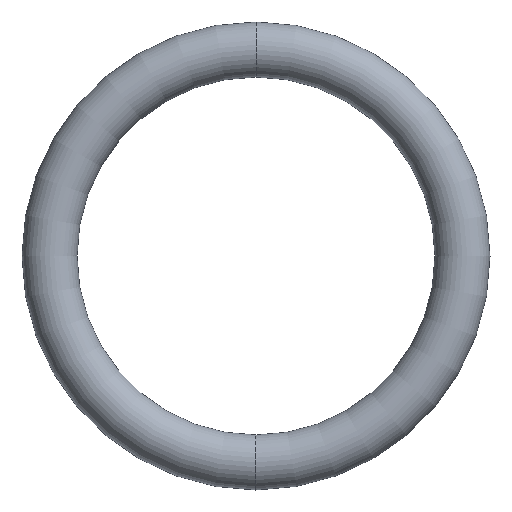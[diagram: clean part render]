
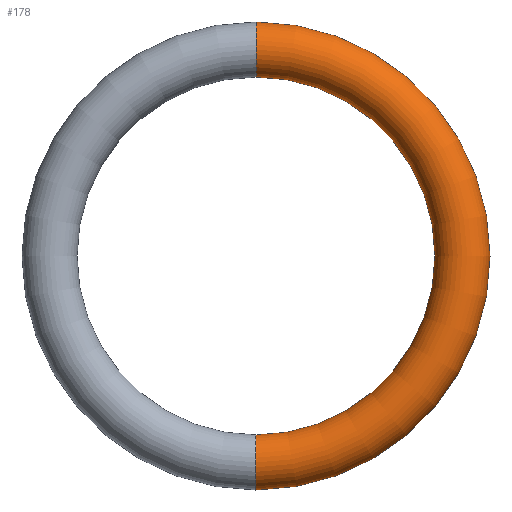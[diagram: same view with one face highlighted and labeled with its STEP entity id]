
A CAD part, left-side view. The second image highlights one B-rep face of the part: STEP entity #178.
In plain terms, the highlighted toroidal (fillet/blend) face has major radius 5.715 mm and minor radius 0.762 mm.
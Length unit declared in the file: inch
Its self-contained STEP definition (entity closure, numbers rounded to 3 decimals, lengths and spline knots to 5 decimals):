
#19 = DIRECTION ( 'NONE',  ( 0., 0., 1. ) ) ;
#20 = DIRECTION ( 'NONE',  ( -1., 0., 0. ) ) ;
#21 = CARTESIAN_POINT ( 'NONE',  ( 0.1, 0., 0. ) ) ;
#22 = AXIS2_PLACEMENT_3D ( 'NONE', #21, #20, #19 ) ;
#23 = CIRCLE ( 'NONE', #22, 0.255 ) ;
#29 = CARTESIAN_POINT ( 'NONE',  ( 0.1, 0., -0.195 ) ) ;
#43 = TOROIDAL_SURFACE ( 'NONE', #91, 0.225, 0.03 ) ;
#45 = DIRECTION ( 'NONE',  ( 0., 0., 1. ) ) ;
#51 = AXIS2_PLACEMENT_3D ( 'NONE', #121, #83, #90 ) ;
#66 = FACE_OUTER_BOUND ( 'NONE', #179, .T. ) ;
#82 = DIRECTION ( 'NONE',  ( -1., 0., 0. ) ) ;
#83 = DIRECTION ( 'NONE',  ( 0., 1., 0. ) ) ;
#89 = CARTESIAN_POINT ( 'NONE',  ( 0.1, 0., -0.255 ) ) ;
#90 = DIRECTION ( 'NONE',  ( 0., 0., 1. ) ) ;
#91 = AXIS2_PLACEMENT_3D ( 'NONE', #122, #82, #45 ) ;
#93 = CIRCLE ( 'NONE', #51, 0.03 ) ;
#121 = CARTESIAN_POINT ( 'NONE',  ( 0.1, 0., -0.225 ) ) ;
#122 = CARTESIAN_POINT ( 'NONE',  ( 0.1, 0., 0. ) ) ;
#145 = VERTEX_POINT ( 'NONE', #196 ) ;
#146 = ORIENTED_EDGE ( 'NONE', *, *, #147, .T. ) ;
#147 = EDGE_CURVE ( 'NONE', #145, #148, #195, .T. ) ;
#148 = VERTEX_POINT ( 'NONE', #190 ) ;
#149 = ORIENTED_EDGE ( 'NONE', *, *, #150, .F. ) ;
#150 = EDGE_CURVE ( 'NONE', #173, #148, #189, .T. ) ;
#173 = VERTEX_POINT ( 'NONE', #29 ) ;
#174 = ORIENTED_EDGE ( 'NONE', *, *, #175, .T. ) ;
#175 = EDGE_CURVE ( 'NONE', #182, #145, #23, .T. ) ;
#178 = ADVANCED_FACE ( 'NONE', ( #66 ), #43, .T. ) ;
#179 = EDGE_LOOP ( 'NONE', ( #180, #174, #146, #149 ) ) ;
#180 = ORIENTED_EDGE ( 'NONE', *, *, #181, .F. ) ;
#181 = EDGE_CURVE ( 'NONE', #182, #173, #93, .T. ) ;
#182 = VERTEX_POINT ( 'NONE', #89 ) ;
#185 = DIRECTION ( 'NONE',  ( 0., 0., 1. ) ) ;
#186 = DIRECTION ( 'NONE',  ( -1., 0., 0. ) ) ;
#187 = CARTESIAN_POINT ( 'NONE',  ( 0.1, 0., 0. ) ) ;
#188 = AXIS2_PLACEMENT_3D ( 'NONE', #187, #186, #185 ) ;
#189 = CIRCLE ( 'NONE', #188, 0.195 ) ;
#190 = CARTESIAN_POINT ( 'NONE',  ( 0.1, 0., 0.195 ) ) ;
#191 = DIRECTION ( 'NONE',  ( 0., 0., -1. ) ) ;
#192 = DIRECTION ( 'NONE',  ( 0., -1., 0. ) ) ;
#193 = CARTESIAN_POINT ( 'NONE',  ( 0.1, 0., 0.225 ) ) ;
#194 = AXIS2_PLACEMENT_3D ( 'NONE', #193, #192, #191 ) ;
#195 = CIRCLE ( 'NONE', #194, 0.03 ) ;
#196 = CARTESIAN_POINT ( 'NONE',  ( 0.1, 0., 0.255 ) ) ;
